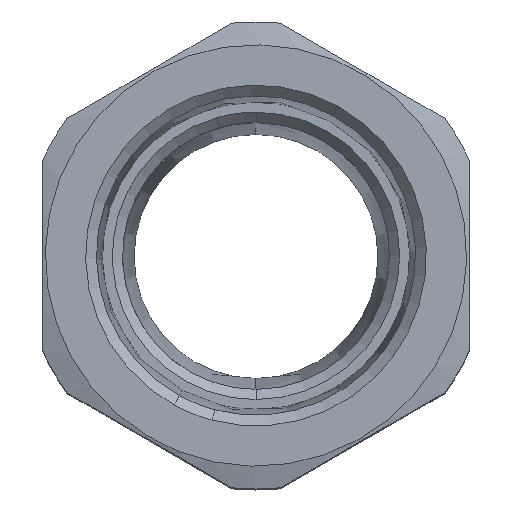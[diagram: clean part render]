
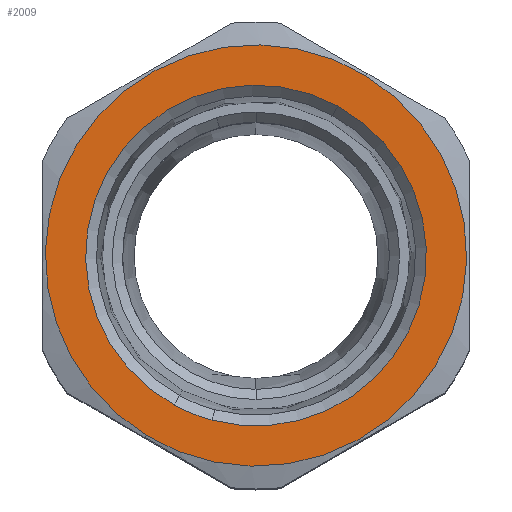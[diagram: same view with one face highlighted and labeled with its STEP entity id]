
A CAD part, top view. The second image highlights one B-rep face of the part: STEP entity #2009.
In plain terms, the highlighted planar face has unit normal (0, 0, 1).
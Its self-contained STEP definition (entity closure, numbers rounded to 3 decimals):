
#1868=AXIS2_PLACEMENT_3D('Circle Axis2P3D',#1866,#1867,$) ;
#1899=AXIS2_PLACEMENT_3D('Circle Axis2P3D',#1897,#1898,$) ;
#1977=AXIS2_PLACEMENT_3D('Plane Axis2P3D',#1974,#1975,#1976) ;
#1985=AXIS2_PLACEMENT_3D('Circle Axis2P3D',#1983,#1984,$) ;
#1994=AXIS2_PLACEMENT_3D('Circle Axis2P3D',#1992,#1993,$) ;
#2001=AXIS2_PLACEMENT_3D('Circle Axis2P3D',#1999,#2000,$) ;
#1863=CARTESIAN_POINT('Vertex',(10.204,5.28,79.25)) ;
#1866=CARTESIAN_POINT('Axis2P3D Location',(21.,23.,79.25)) ;
#1870=CARTESIAN_POINT('Vertex',(31.796,40.72,79.25)) ;
#1897=CARTESIAN_POINT('Axis2P3D Location',(21.,23.,79.25)) ;
#1974=CARTESIAN_POINT('Axis2P3D Location',(21.,23.,79.25)) ;
#1983=CARTESIAN_POINT('Axis2P3D Location',(21.,23.,79.25)) ;
#1987=CARTESIAN_POINT('Vertex',(29.046,37.728,79.25)) ;
#1989=CARTESIAN_POINT('Vertex',(16.671,6.785,79.25)) ;
#1992=CARTESIAN_POINT('Axis2P3D Location',(21.,23.,79.25)) ;
#1996=CARTESIAN_POINT('Vertex',(12.954,8.272,79.25)) ;
#1999=CARTESIAN_POINT('Axis2P3D Location',(21.,23.,79.25)) ;
#1867=DIRECTION('Axis2P3D Direction',(0.,0.,-1.)) ;
#1898=DIRECTION('Axis2P3D Direction',(0.,0.,-1.)) ;
#1975=DIRECTION('Axis2P3D Direction',(0.,0.,-1.)) ;
#1976=DIRECTION('Axis2P3D XDirection',(0.,-1.,0.)) ;
#1984=DIRECTION('Axis2P3D Direction',(0.,0.,-1.)) ;
#1993=DIRECTION('Axis2P3D Direction',(0.,0.,-1.)) ;
#2000=DIRECTION('Axis2P3D Direction',(0.,0.,-1.)) ;
#1980=ORIENTED_EDGE('',*,*,#1901,.T.) ;
#1981=ORIENTED_EDGE('',*,*,#1872,.T.) ;
#2005=ORIENTED_EDGE('',*,*,#1991,.T.) ;
#2006=ORIENTED_EDGE('',*,*,#1998,.T.) ;
#2007=ORIENTED_EDGE('',*,*,#2003,.T.) ;
#2008=FACE_BOUND('',#2004,.T.) ;
#2009=ADVANCED_FACE('Body',(#1982,#2008),#1978,.F.) ;
#1869=CIRCLE('generated circle',#1868,20.75) ;
#1900=CIRCLE('generated circle',#1899,20.75) ;
#1986=CIRCLE('generated circle',#1985,16.783) ;
#1995=CIRCLE('generated circle',#1994,16.783) ;
#2002=CIRCLE('generated circle',#2001,16.783) ;
#1872=EDGE_CURVE('',#1871,#1864,#1869,.F.) ;
#1901=EDGE_CURVE('',#1864,#1871,#1900,.F.) ;
#1991=EDGE_CURVE('',#1988,#1990,#1986,.T.) ;
#1998=EDGE_CURVE('',#1990,#1997,#1995,.T.) ;
#2003=EDGE_CURVE('',#1997,#1988,#2002,.T.) ;
#1979=EDGE_LOOP('',(#1980,#1981)) ;
#2004=EDGE_LOOP('',(#2005,#2006,#2007)) ;
#1982=FACE_OUTER_BOUND('',#1979,.T.) ;
#1978=PLANE('',#1977) ;
#1864=VERTEX_POINT('',#1863) ;
#1871=VERTEX_POINT('',#1870) ;
#1988=VERTEX_POINT('',#1987) ;
#1990=VERTEX_POINT('',#1989) ;
#1997=VERTEX_POINT('',#1996) ;
